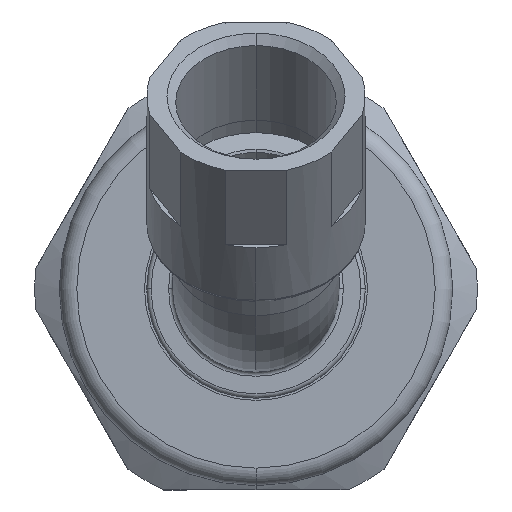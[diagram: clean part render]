
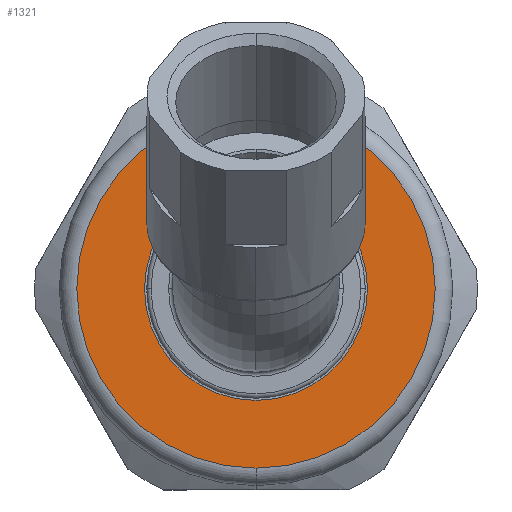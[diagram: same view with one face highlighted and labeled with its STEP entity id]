
A CAD part, left-side view. The second image highlights one B-rep face of the part: STEP entity #1321.
In plain terms, the highlighted planar face has unit normal (-1, 0, 0).
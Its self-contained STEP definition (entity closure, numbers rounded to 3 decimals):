
#72 = CIRCLE ( 'NONE', #2815, 12.75 ) ;
#235 = DIRECTION ( 'NONE',  ( 0., 0., -1. ) ) ;
#252 = PLANE ( 'NONE',  #2087 ) ;
#309 = CIRCLE ( 'NONE', #2474, 12.75 ) ;
#317 = EDGE_LOOP ( 'NONE', ( #1384, #2880 ) ) ;
#327 = CARTESIAN_POINT ( 'NONE',  ( -6.13, 0., 0. ) ) ;
#331 = AXIS2_PLACEMENT_3D ( 'NONE', #974, #2214, #235 ) ;
#338 = AXIS2_PLACEMENT_3D ( 'NONE', #1263, #1994, #513 ) ;
#513 = DIRECTION ( 'NONE',  ( 0., 0., -1. ) ) ;
#628 = CARTESIAN_POINT ( 'NONE',  ( -6.13, 0., 20.5 ) ) ;
#630 = CIRCLE ( 'NONE', #331, 20.5 ) ;
#768 = VERTEX_POINT ( 'NONE', #1455 ) ;
#793 = EDGE_CURVE ( 'NONE', #1438, #2551, #1454, .T. ) ;
#818 = DIRECTION ( 'NONE',  ( 1., 0., 0. ) ) ;
#950 = FACE_BOUND ( 'NONE', #317, .T. ) ;
#974 = CARTESIAN_POINT ( 'NONE',  ( -6.13, 0., 0. ) ) ;
#1256 = DIRECTION ( 'NONE',  ( -1., 0., 0. ) ) ;
#1263 = CARTESIAN_POINT ( 'NONE',  ( -6.13, 0., 0. ) ) ;
#1321 = ADVANCED_FACE ( 'NONE', ( #950, #1909 ), #252, .T. ) ;
#1384 = ORIENTED_EDGE ( 'NONE', *, *, #2976, .T. ) ;
#1438 = VERTEX_POINT ( 'NONE', #628 ) ;
#1454 = CIRCLE ( 'NONE', #338, 20.5 ) ;
#1455 = CARTESIAN_POINT ( 'NONE',  ( -6.13, 0., -12.75 ) ) ;
#1509 = EDGE_LOOP ( 'NONE', ( #1665, #3146 ) ) ;
#1523 = DIRECTION ( 'NONE',  ( 0., 0., -1. ) ) ;
#1547 = CARTESIAN_POINT ( 'NONE',  ( -6.13, 0., -20.5 ) ) ;
#1659 = EDGE_CURVE ( 'NONE', #2551, #1438, #630, .T. ) ;
#1665 = ORIENTED_EDGE ( 'NONE', *, *, #1659, .F. ) ;
#1909 = FACE_OUTER_BOUND ( 'NONE', #1509, .T. ) ;
#1994 = DIRECTION ( 'NONE',  ( 1., 0., 0. ) ) ;
#2087 = AXIS2_PLACEMENT_3D ( 'NONE', #2487, #1256, #2984 ) ;
#2138 = CARTESIAN_POINT ( 'NONE',  ( -6.13, 0., 12.75 ) ) ;
#2214 = DIRECTION ( 'NONE',  ( 1., 0., 0. ) ) ;
#2268 = DIRECTION ( 'NONE',  ( 0., 0., -1. ) ) ;
#2474 = AXIS2_PLACEMENT_3D ( 'NONE', #2520, #2782, #2268 ) ;
#2487 = CARTESIAN_POINT ( 'NONE',  ( -6.13, 0., 0. ) ) ;
#2520 = CARTESIAN_POINT ( 'NONE',  ( -6.13, 0., 0. ) ) ;
#2551 = VERTEX_POINT ( 'NONE', #1547 ) ;
#2743 = VERTEX_POINT ( 'NONE', #2138 ) ;
#2782 = DIRECTION ( 'NONE',  ( 1., 0., 0. ) ) ;
#2815 = AXIS2_PLACEMENT_3D ( 'NONE', #327, #818, #1523 ) ;
#2880 = ORIENTED_EDGE ( 'NONE', *, *, #2980, .T. ) ;
#2976 = EDGE_CURVE ( 'NONE', #768, #2743, #72, .T. ) ;
#2980 = EDGE_CURVE ( 'NONE', #2743, #768, #309, .T. ) ;
#2984 = DIRECTION ( 'NONE',  ( 0., 0., 1. ) ) ;
#3146 = ORIENTED_EDGE ( 'NONE', *, *, #793, .F. ) ;
